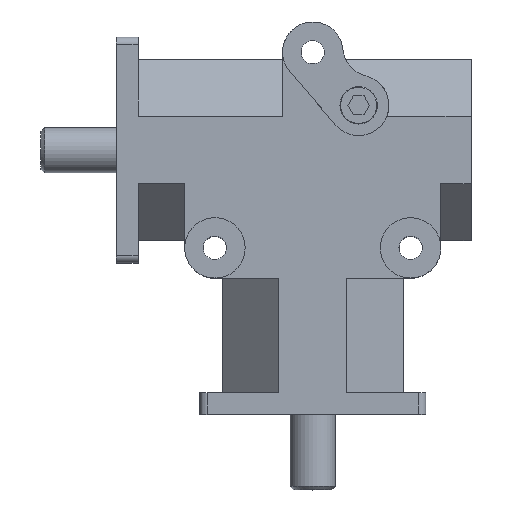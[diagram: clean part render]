
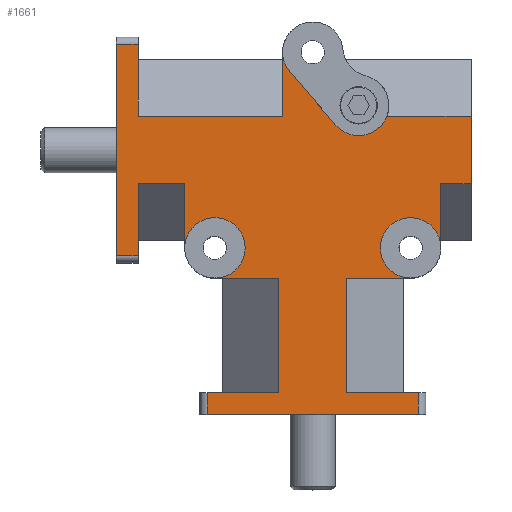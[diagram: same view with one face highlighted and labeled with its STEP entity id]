
A CAD part, top view. The second image highlights one B-rep face of the part: STEP entity #1661.
In plain terms, the highlighted planar face has unit normal (0, 0, 1).
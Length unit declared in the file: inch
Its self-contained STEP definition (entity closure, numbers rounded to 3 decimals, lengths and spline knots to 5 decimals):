
#25=VECTOR('',#1849,1.);
#30=VECTOR('',#1870,1.);
#33=VECTOR('',#1881,1.);
#39=VECTOR('',#1905,1.);
#40=VECTOR('',#1915,1.);
#62=VECTOR('',#1953,1.);
#65=VECTOR('',#1957,1.);
#66=VECTOR('',#1958,1.);
#67=VECTOR('',#1959,1.);
#68=VECTOR('',#1962,1.);
#69=VECTOR('',#1963,1.);
#70=VECTOR('',#1964,1.);
#71=VECTOR('',#1965,1.);
#72=VECTOR('',#1968,1.);
#73=VECTOR('',#1971,1.);
#74=VECTOR('',#1972,1.);
#75=VECTOR('',#1973,1.);
#76=VECTOR('',#1974,1.);
#77=VECTOR('',#1975,1.);
#78=VECTOR('',#1976,1.);
#79=VECTOR('',#1979,1.);
#80=VECTOR('',#1980,1.);
#81=VECTOR('',#1981,1.);
#166=LINE('',#2292,#25);
#171=LINE('',#2315,#30);
#174=LINE('',#2328,#33);
#180=LINE('',#2355,#39);
#181=LINE('',#2365,#40);
#203=LINE('',#2418,#62);
#206=LINE('',#2422,#65);
#207=LINE('',#2424,#66);
#208=LINE('',#2426,#67);
#209=LINE('',#2430,#68);
#210=LINE('',#2432,#69);
#211=LINE('',#2434,#70);
#212=LINE('',#2436,#71);
#213=LINE('',#2440,#72);
#214=LINE('',#2444,#73);
#215=LINE('',#2446,#74);
#216=LINE('',#2448,#75);
#217=LINE('',#2449,#76);
#218=LINE('',#2451,#77);
#219=LINE('',#2453,#78);
#220=LINE('',#2457,#79);
#221=LINE('',#2459,#80);
#222=LINE('',#2461,#81);
#318=PLANE('',#2798);
#389=VERTEX_POINT('',#2286);
#392=VERTEX_POINT('',#2291);
#402=VERTEX_POINT('',#2314);
#403=VERTEX_POINT('',#2316);
#405=VERTEX_POINT('',#2322);
#408=VERTEX_POINT('',#2327);
#417=VERTEX_POINT('',#2349);
#420=VERTEX_POINT('',#2354);
#447=VERTEX_POINT('',#2423);
#448=VERTEX_POINT('',#2425);
#449=VERTEX_POINT('',#2427);
#450=VERTEX_POINT('',#2429);
#451=VERTEX_POINT('',#2431);
#452=VERTEX_POINT('',#2433);
#453=VERTEX_POINT('',#2435);
#454=VERTEX_POINT('',#2437);
#455=VERTEX_POINT('',#2439);
#456=VERTEX_POINT('',#2441);
#457=VERTEX_POINT('',#2443);
#458=VERTEX_POINT('',#2445);
#459=VERTEX_POINT('',#2447);
#460=VERTEX_POINT('',#2450);
#461=VERTEX_POINT('',#2452);
#462=VERTEX_POINT('',#2454);
#463=VERTEX_POINT('',#2456);
#464=VERTEX_POINT('',#2458);
#465=VERTEX_POINT('',#2460);
#584=CIRCLE('',#2799,0.25);
#585=CIRCLE('',#2800,0.25);
#586=CIRCLE('',#2801,0.25);
#587=CIRCLE('',#2802,0.25);
#642=EDGE_CURVE('',#392,#389,#166,.T.);
#652=EDGE_CURVE('',#402,#403,#171,.T.);
#658=EDGE_CURVE('',#408,#405,#174,.T.);
#670=EDGE_CURVE('',#420,#417,#180,.T.);
#675=EDGE_CURVE('',#389,#402,#181,.T.);
#704=EDGE_CURVE('',#405,#420,#203,.T.);
#707=EDGE_CURVE('',#447,#392,#206,.T.);
#708=EDGE_CURVE('',#448,#447,#207,.T.);
#709=EDGE_CURVE('',#449,#448,#208,.T.);
#710=EDGE_CURVE('',#449,#450,#584,.T.);
#711=EDGE_CURVE('',#451,#450,#209,.T.);
#712=EDGE_CURVE('',#452,#451,#210,.T.);
#713=EDGE_CURVE('',#452,#453,#211,.T.);
#714=EDGE_CURVE('',#454,#453,#212,.T.);
#715=EDGE_CURVE('',#454,#455,#585,.T.);
#716=EDGE_CURVE('',#455,#456,#213,.T.);
#717=EDGE_CURVE('',#456,#457,#586,.T.);
#718=EDGE_CURVE('',#458,#457,#214,.T.);
#719=EDGE_CURVE('',#459,#458,#215,.T.);
#720=EDGE_CURVE('',#417,#459,#216,.T.);
#721=EDGE_CURVE('',#460,#408,#217,.T.);
#722=EDGE_CURVE('',#461,#460,#218,.T.);
#723=EDGE_CURVE('',#462,#461,#219,.T.);
#724=EDGE_CURVE('',#462,#463,#587,.T.);
#725=EDGE_CURVE('',#464,#463,#220,.T.);
#726=EDGE_CURVE('',#465,#464,#221,.T.);
#727=EDGE_CURVE('',#403,#465,#222,.T.);
#963=ORIENTED_EDGE('',*,*,#642,.F.);
#964=ORIENTED_EDGE('',*,*,#707,.F.);
#965=ORIENTED_EDGE('',*,*,#708,.F.);
#966=ORIENTED_EDGE('',*,*,#709,.F.);
#967=ORIENTED_EDGE('',*,*,#710,.T.);
#968=ORIENTED_EDGE('',*,*,#711,.F.);
#969=ORIENTED_EDGE('',*,*,#712,.F.);
#970=ORIENTED_EDGE('',*,*,#713,.T.);
#971=ORIENTED_EDGE('',*,*,#714,.F.);
#972=ORIENTED_EDGE('',*,*,#715,.T.);
#973=ORIENTED_EDGE('',*,*,#716,.T.);
#974=ORIENTED_EDGE('',*,*,#717,.T.);
#975=ORIENTED_EDGE('',*,*,#718,.F.);
#976=ORIENTED_EDGE('',*,*,#719,.F.);
#977=ORIENTED_EDGE('',*,*,#720,.F.);
#978=ORIENTED_EDGE('',*,*,#670,.F.);
#979=ORIENTED_EDGE('',*,*,#704,.F.);
#980=ORIENTED_EDGE('',*,*,#658,.F.);
#981=ORIENTED_EDGE('',*,*,#721,.F.);
#982=ORIENTED_EDGE('',*,*,#722,.F.);
#983=ORIENTED_EDGE('',*,*,#723,.F.);
#984=ORIENTED_EDGE('',*,*,#724,.T.);
#985=ORIENTED_EDGE('',*,*,#725,.F.);
#986=ORIENTED_EDGE('',*,*,#726,.F.);
#987=ORIENTED_EDGE('',*,*,#727,.F.);
#988=ORIENTED_EDGE('',*,*,#652,.F.);
#989=ORIENTED_EDGE('',*,*,#675,.F.);
#1350=EDGE_LOOP('',(#963,#964,#965,#966,#967,#968,#969,#970,#971,#972,#973,
#974,#975,#976,#977,#978,#979,#980,#981,#982,#983,#984,#985,#986,#987,#988,
#989));
#1519=FACE_BOUND('',#1350,.T.);
#1661=ADVANCED_FACE('',(#1519),#318,.T.);
#1849=DIRECTION('',(0.,-1.,0.));
#1870=DIRECTION('',(0.,1.,0.));
#1881=DIRECTION('',(-1.,0.,0.));
#1905=DIRECTION('',(1.,0.,0.));
#1915=DIRECTION('',(-1.,0.,0.));
#1953=DIRECTION('',(0.,1.,0.));
#1956=DIRECTION('',(0.,0.,1.));
#1957=DIRECTION('',(1.,0.,0.));
#1958=DIRECTION('',(0.,-1.,0.));
#1959=DIRECTION('',(-1.,0.,0.));
#1960=DIRECTION('',(0.,0.,-1.));
#1961=DIRECTION('',(0.25,0.,0.));
#1962=DIRECTION('',(0.,-1.,0.));
#1963=DIRECTION('',(-1.,0.,0.));
#1964=DIRECTION('',(0.,1.,0.));
#1965=DIRECTION('',(1.,0.,0.));
#1966=DIRECTION('',(0.,0.,-1.));
#1967=DIRECTION('',(0.25,0.,0.));
#1968=DIRECTION('',(-0.654,0.757,0.));
#1969=DIRECTION('',(0.,0.,-1.));
#1970=DIRECTION('',(0.25,0.,0.));
#1971=DIRECTION('',(0.,1.,0.));
#1972=DIRECTION('',(1.,0.,0.));
#1973=DIRECTION('',(0.,-1.,0.));
#1974=DIRECTION('',(0.,-1.,0.));
#1975=DIRECTION('',(-1.,0.,0.));
#1976=DIRECTION('',(0.,1.,0.));
#1977=DIRECTION('',(0.,0.,-1.));
#1978=DIRECTION('',(0.25,0.,0.));
#1979=DIRECTION('',(-1.,0.,0.));
#1980=DIRECTION('',(0.,1.,0.));
#1981=DIRECTION('',(1.,0.,0.));
#2286=CARTESIAN_POINT('',(0.875,0.,0.69));
#2291=CARTESIAN_POINT('',(0.875,0.18,0.69));
#2292=CARTESIAN_POINT('',(0.875,0.93062,0.69));
#2314=CARTESIAN_POINT('',(-0.875,0.,0.69));
#2315=CARTESIAN_POINT('',(-0.875,0.84062,0.69));
#2316=CARTESIAN_POINT('',(-0.875,0.18,0.69));
#2322=CARTESIAN_POINT('',(-1.625,1.3125,0.69));
#2327=CARTESIAN_POINT('',(-1.445,1.3125,0.69));
#2328=CARTESIAN_POINT('',(-0.7225,1.3125,0.69));
#2349=CARTESIAN_POINT('',(-1.445,3.0625,0.69));
#2354=CARTESIAN_POINT('',(-1.625,3.0625,0.69));
#2355=CARTESIAN_POINT('',(-0.8125,3.0625,0.69));
#2365=CARTESIAN_POINT('',(0.935,0.,0.69));
#2418=CARTESIAN_POINT('',(-1.625,1.2525,0.69));
#2421=CARTESIAN_POINT('',(0.,1.68123,0.69));
#2422=CARTESIAN_POINT('',(0.935,0.18,0.69));
#2423=CARTESIAN_POINT('',(0.28,0.18,0.69));
#2424=CARTESIAN_POINT('',(0.28,1.40062,0.69));
#2425=CARTESIAN_POINT('',(0.28,1.1275,0.69));
#2426=CARTESIAN_POINT('',(0.405,1.1275,0.69));
#2427=CARTESIAN_POINT('',(0.81,1.1275,0.69));
#2428=CARTESIAN_POINT('',(0.81,1.3775,0.69));
#2429=CARTESIAN_POINT('',(1.06,1.3775,0.69));
#2430=CARTESIAN_POINT('',(1.06,1.3775,0.69));
#2431=CARTESIAN_POINT('',(1.06,1.9075,0.69));
#2432=CARTESIAN_POINT('',(0.7225,1.9075,0.69));
#2433=CARTESIAN_POINT('',(1.31,1.9075,0.69));
#2434=CARTESIAN_POINT('',(1.31,0.43152,0.69));
#2435=CARTESIAN_POINT('',(1.31,2.4675,0.69));
#2436=CARTESIAN_POINT('',(0.125,2.4675,0.69));
#2437=CARTESIAN_POINT('',(0.61324,2.4675,0.69));
#2438=CARTESIAN_POINT('',(0.38,2.5575,0.69));
#2439=CARTESIAN_POINT('',(0.19079,2.3941,0.69));
#2440=CARTESIAN_POINT('',(0.3245,2.23928,0.69));
#2441=CARTESIAN_POINT('',(-0.18921,2.8341,0.69));
#2442=CARTESIAN_POINT('',(0.,2.9975,0.69));
#2443=CARTESIAN_POINT('',(-0.25,2.9975,0.69));
#2444=CARTESIAN_POINT('',(-0.25,2.9375,0.69));
#2445=CARTESIAN_POINT('',(-0.25,2.4675,0.69));
#2446=CARTESIAN_POINT('',(-0.7225,2.4675,0.69));
#2447=CARTESIAN_POINT('',(-1.445,2.4675,0.69));
#2448=CARTESIAN_POINT('',(-1.445,2.40562,0.69));
#2449=CARTESIAN_POINT('',(-1.445,1.2525,0.69));
#2450=CARTESIAN_POINT('',(-1.445,1.9075,0.69));
#2451=CARTESIAN_POINT('',(-0.53,1.9075,0.69));
#2452=CARTESIAN_POINT('',(-1.06,1.9075,0.69));
#2453=CARTESIAN_POINT('',(-1.06,1.53312,0.69));
#2454=CARTESIAN_POINT('',(-1.06,1.3775,0.69));
#2455=CARTESIAN_POINT('',(-0.81,1.3775,0.69));
#2456=CARTESIAN_POINT('',(-0.81,1.1275,0.69));
#2457=CARTESIAN_POINT('',(-0.75,1.1275,0.69));
#2458=CARTESIAN_POINT('',(-0.28,1.1275,0.69));
#2459=CARTESIAN_POINT('',(-0.28,0.93062,0.69));
#2460=CARTESIAN_POINT('',(-0.28,0.18,0.69));
#2461=CARTESIAN_POINT('',(-0.4675,0.18,0.69));
#2798=AXIS2_PLACEMENT_3D('',#2421,#1956,$);
#2799=AXIS2_PLACEMENT_3D('',#2428,#1960,#1961);
#2800=AXIS2_PLACEMENT_3D('',#2438,#1966,#1967);
#2801=AXIS2_PLACEMENT_3D('',#2442,#1969,#1970);
#2802=AXIS2_PLACEMENT_3D('',#2455,#1977,#1978);
